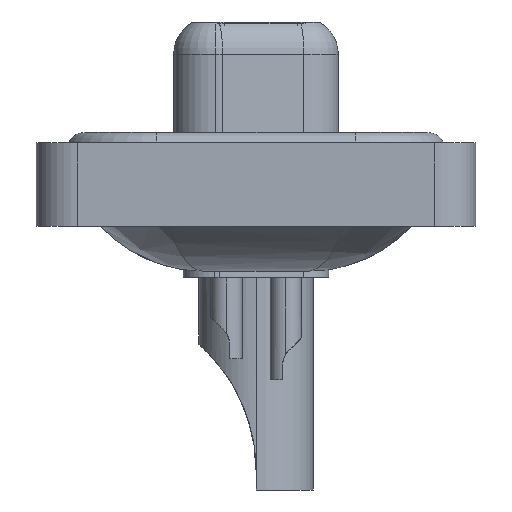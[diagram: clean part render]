
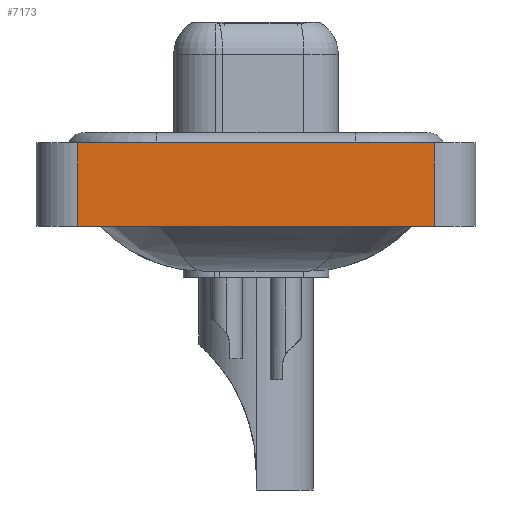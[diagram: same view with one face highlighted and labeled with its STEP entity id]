
A CAD part, left-side view. The second image highlights one B-rep face of the part: STEP entity #7173.
In plain terms, the highlighted planar face has unit normal (-1, 0, 0).
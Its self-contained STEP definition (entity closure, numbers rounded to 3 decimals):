
#49 = DIRECTION ( 'NONE',  ( 0., -1., 0. ) ) ;
#67 = ORIENTED_EDGE ( 'NONE', *, *, #18394, .T. ) ;
#333 = EDGE_LOOP ( 'NONE', ( #17929, #1060, #17897, #67 ) ) ;
#351 = CARTESIAN_POINT ( 'NONE',  ( -7.25, -8.55, -3.6 ) ) ;
#495 = VECTOR ( 'NONE', #1061, 1000. ) ;
#966 = FACE_OUTER_BOUND ( 'NONE', #333, .T. ) ;
#1060 = ORIENTED_EDGE ( 'NONE', *, *, #6354, .F. ) ;
#1061 = DIRECTION ( 'NONE',  ( 0., 0., 1. ) ) ;
#1716 = EDGE_CURVE ( 'NONE', #6570, #14619, #11773, .T. ) ;
#1793 = LINE ( 'NONE', #351, #7501 ) ;
#2156 = DIRECTION ( 'NONE',  ( 0., -1., 0. ) ) ;
#2728 = CARTESIAN_POINT ( 'NONE',  ( -7.25, 8.55, 0.4 ) ) ;
#3687 = CARTESIAN_POINT ( 'NONE',  ( -7.25, -8.55, 0.4 ) ) ;
#4269 = VERTEX_POINT ( 'NONE', #11579 ) ;
#6354 = EDGE_CURVE ( 'NONE', #13375, #14619, #14811, .T. ) ;
#6570 = VERTEX_POINT ( 'NONE', #15595 ) ;
#7173 = ADVANCED_FACE ( 'NONE', ( #966 ), #11779, .T. ) ;
#7185 = DIRECTION ( 'NONE',  ( 0., 0., 1. ) ) ;
#7501 = VECTOR ( 'NONE', #49, 1000. ) ;
#7556 = DIRECTION ( 'NONE',  ( 0., 0., 1. ) ) ;
#9194 = AXIS2_PLACEMENT_3D ( 'NONE', #13534, #16367, #7185 ) ;
#10080 = CARTESIAN_POINT ( 'NONE',  ( -7.25, -8.55, 0.4 ) ) ;
#11239 = EDGE_CURVE ( 'NONE', #4269, #13375, #12060, .T. ) ;
#11579 = CARTESIAN_POINT ( 'NONE',  ( -7.25, 8.55, -3.6 ) ) ;
#11773 = LINE ( 'NONE', #15034, #495 ) ;
#11779 = PLANE ( 'NONE',  #9194 ) ;
#12060 = LINE ( 'NONE', #20010, #12234 ) ;
#12234 = VECTOR ( 'NONE', #7556, 1000. ) ;
#13375 = VERTEX_POINT ( 'NONE', #2728 ) ;
#13534 = CARTESIAN_POINT ( 'NONE',  ( -7.25, -8.55, -3.6 ) ) ;
#14619 = VERTEX_POINT ( 'NONE', #10080 ) ;
#14811 = LINE ( 'NONE', #3687, #18652 ) ;
#15034 = CARTESIAN_POINT ( 'NONE',  ( -7.25, -8.55, -3.6 ) ) ;
#15595 = CARTESIAN_POINT ( 'NONE',  ( -7.25, -8.55, -3.6 ) ) ;
#16367 = DIRECTION ( 'NONE',  ( -1., 0., 0. ) ) ;
#17897 = ORIENTED_EDGE ( 'NONE', *, *, #11239, .F. ) ;
#17929 = ORIENTED_EDGE ( 'NONE', *, *, #1716, .T. ) ;
#18394 = EDGE_CURVE ( 'NONE', #4269, #6570, #1793, .T. ) ;
#18652 = VECTOR ( 'NONE', #2156, 1000. ) ;
#20010 = CARTESIAN_POINT ( 'NONE',  ( -7.25, 8.55, -3.6 ) ) ;
